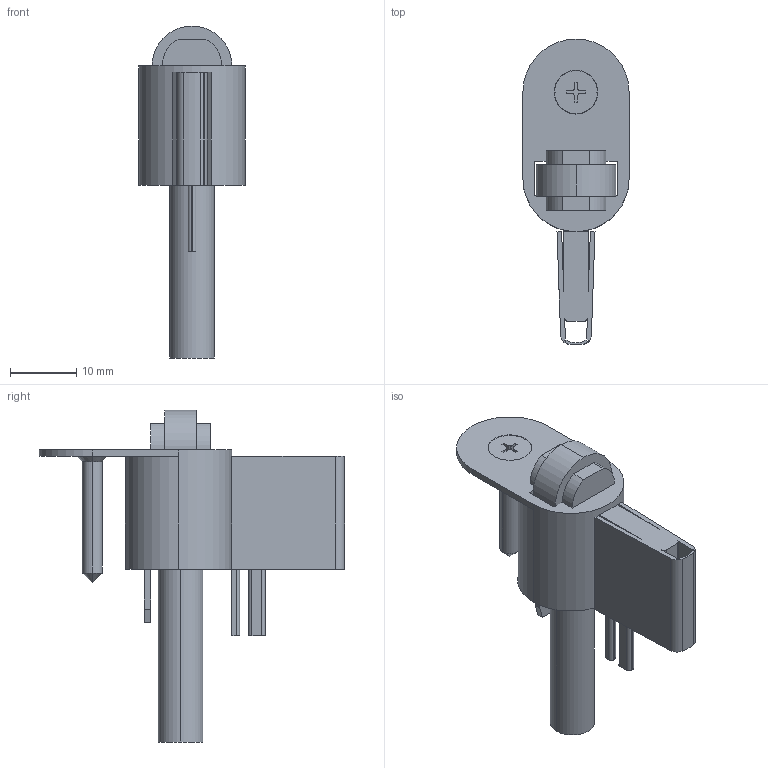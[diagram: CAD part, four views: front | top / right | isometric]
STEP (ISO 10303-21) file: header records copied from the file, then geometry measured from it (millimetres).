
FILE_DESCRIPTION (( 'STEP AP203' ), '1' );
FILE_NAME ('USset_Pivot.STEP', '2024-04-24T16:04:41', ( '' ), ( '' ), 'SwSTEP 2.0', 'SolidWorks 2021', '' );
FILE_SCHEMA (( 'CONFIG_CONTROL_DESIGN' ));
Length unit declared in the file: millimetre
Products named in the file (5): Verlängerung_Pivot_17; USset_Pivot; Seitenaufnahme_Pivot; Schraube 3x20_01; Betätigungsteil_Pivot_01
Assembly tree (4 placements, depth 2):
  USset_Pivot
    Seitenaufnahme_Pivot
    Betätigungsteil_Pivot_01
    Verlängerung_Pivot_17
    Schraube 3x20_01
Bounding box: 16 x 46.03 x 50 mm (x, y, z)
Volume: 6085 mm3; surface area: 6052.9 mm2
Topology: 4 solids, 4 shells, 125 faces, 339 edges, 221 vertices
Faces by surface type: plane 79, cylinder 40, cone 6
Entity records: 4450 total; most frequent: CARTESIAN_POINT 690, DIRECTION 689, ORIENTED_EDGE 674, EDGE_CURVE 337, LINE 249, VECTOR 249, VERTEX_POINT 221, AXIS2_PLACEMENT_3D 220
